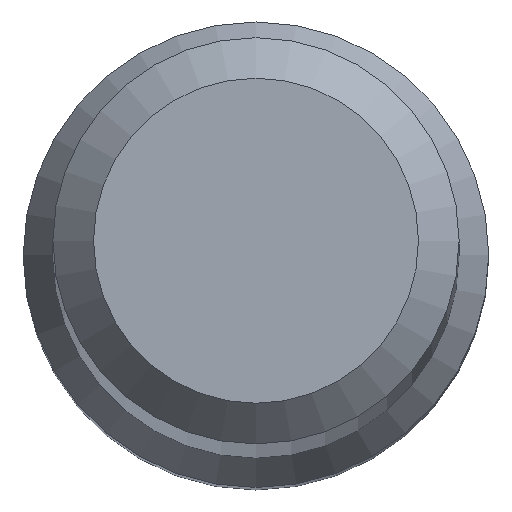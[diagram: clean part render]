
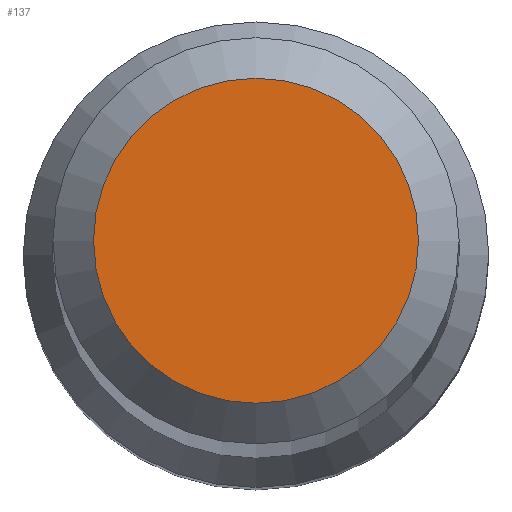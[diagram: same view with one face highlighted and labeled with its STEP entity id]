
A CAD part, top view. The second image highlights one B-rep face of the part: STEP entity #137.
In plain terms, the highlighted planar face has unit normal (0, 0, 1).
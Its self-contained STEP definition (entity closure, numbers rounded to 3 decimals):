
#35 = EDGE_CURVE ( 'NONE', #62, #62, #61, .T. ) ;
#53 = CARTESIAN_POINT ( 'NONE',  ( 0., 0., 70. ) ) ;
#58 = CARTESIAN_POINT ( 'NONE',  ( 0., 0., 70. ) ) ;
#61 = CIRCLE ( 'NONE', #81, 1.2 ) ;
#62 = VERTEX_POINT ( 'NONE', #183 ) ;
#81 = AXIS2_PLACEMENT_3D ( 'NONE', #58, #200, #218 ) ;
#104 = ORIENTED_EDGE ( 'NONE', *, *, #35, .F. ) ;
#111 = DIRECTION ( 'NONE',  ( 0., -1., 0. ) ) ;
#127 = PLANE ( 'NONE',  #190 ) ;
#137 = ADVANCED_FACE ( 'NONE', ( #176 ), #127, .T. ) ;
#176 = FACE_OUTER_BOUND ( 'NONE', #194, .T. ) ;
#183 = CARTESIAN_POINT ( 'NONE',  ( 0., 1.2, 70. ) ) ;
#190 = AXIS2_PLACEMENT_3D ( 'NONE', #53, #199, #111 ) ;
#194 = EDGE_LOOP ( 'NONE', ( #104 ) ) ;
#199 = DIRECTION ( 'NONE',  ( 0., 0., 1. ) ) ;
#200 = DIRECTION ( 'NONE',  ( 0., 0., -1. ) ) ;
#218 = DIRECTION ( 'NONE',  ( 0., 1., 0. ) ) ;
